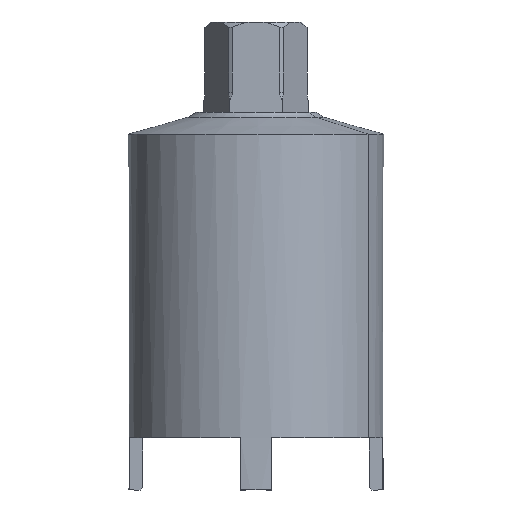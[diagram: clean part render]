
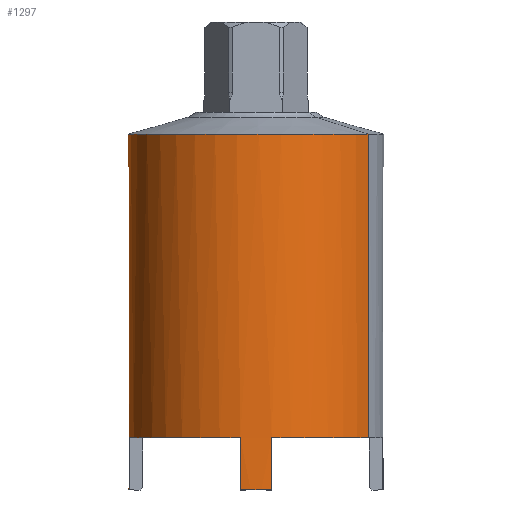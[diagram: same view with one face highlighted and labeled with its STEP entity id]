
A CAD part, left-side view. The second image highlights one B-rep face of the part: STEP entity #1297.
In plain terms, the highlighted cylindrical face has radius 24 mm (diameter 48 mm), a partial arc.
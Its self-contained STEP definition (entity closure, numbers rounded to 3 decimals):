
#175=CARTESIAN_POINT('Vertex',(11.506,21.062,66.922)) ;
#177=CARTESIAN_POINT('Vertex',(-11.506,-21.062,66.922)) ;
#206=CARTESIAN_POINT('Axis2P3D Location',(0.,0.,66.922)) ;
#1081=CARTESIAN_POINT('Axis2P3D Location',(0.,0.,0.)) ;
#1085=CARTESIAN_POINT('Vertex',(-2.95,23.818,0.)) ;
#1087=CARTESIAN_POINT('Vertex',(2.95,23.818,0.)) ;
#1199=CARTESIAN_POINT('Vertex',(-23.818,-2.95,0.)) ;
#1202=CARTESIAN_POINT('Axis2P3D Location',(0.,0.,0.)) ;
#1206=CARTESIAN_POINT('Vertex',(-23.818,2.95,0.)) ;
#1221=CARTESIAN_POINT('Axis2P3D Location',(0.,0.,44.)) ;
#1226=CARTESIAN_POINT('Line Origine',(-2.95,23.818,33.461)) ;
#1230=CARTESIAN_POINT('Vertex',(-2.95,23.818,9.8)) ;
#1233=CARTESIAN_POINT('Axis2P3D Location',(0.,0.,9.8)) ;
#1237=CARTESIAN_POINT('Vertex',(-23.818,2.95,9.8)) ;
#1240=CARTESIAN_POINT('Line Origine',(-23.818,2.95,33.461)) ;
#1245=CARTESIAN_POINT('Line Origine',(-23.818,-2.95,33.461)) ;
#1249=CARTESIAN_POINT('Vertex',(-23.818,-2.95,9.8)) ;
#1252=CARTESIAN_POINT('Axis2P3D Location',(0.,0.,9.8)) ;
#1256=CARTESIAN_POINT('Vertex',(-11.506,-21.062,9.8)) ;
#1259=CARTESIAN_POINT('Line Origine',(-11.506,-21.062,33.461)) ;
#1264=CARTESIAN_POINT('Line Origine',(11.506,21.062,33.461)) ;
#1268=CARTESIAN_POINT('Vertex',(11.506,21.062,9.8)) ;
#1271=CARTESIAN_POINT('Axis2P3D Location',(0.,0.,9.8)) ;
#1275=CARTESIAN_POINT('Vertex',(2.95,23.818,9.8)) ;
#1278=CARTESIAN_POINT('Line Origine',(2.95,23.818,33.461)) ;
#207=DIRECTION('Axis2P3D Direction',(0.,0.,-1.)) ;
#1082=DIRECTION('Axis2P3D Direction',(0.,0.,-1.)) ;
#1203=DIRECTION('Axis2P3D Direction',(0.,0.,-1.)) ;
#1222=DIRECTION('Axis2P3D Direction',(0.,0.,-1.)) ;
#1223=DIRECTION('Axis2P3D XDirection',(0.479,0.878,0.)) ;
#1227=DIRECTION('Vector Direction',(0.,0.,-1.)) ;
#1234=DIRECTION('Axis2P3D Direction',(0.,0.,-1.)) ;
#1241=DIRECTION('Vector Direction',(0.,0.,-1.)) ;
#1246=DIRECTION('Vector Direction',(0.,0.,-1.)) ;
#1253=DIRECTION('Axis2P3D Direction',(0.,0.,-1.)) ;
#1260=DIRECTION('Vector Direction',(0.,0.,-1.)) ;
#1265=DIRECTION('Vector Direction',(0.,0.,-1.)) ;
#1272=DIRECTION('Axis2P3D Direction',(0.,0.,-1.)) ;
#1279=DIRECTION('Vector Direction',(0.,0.,-1.)) ;
#208=AXIS2_PLACEMENT_3D('Circle Axis2P3D',#206,#207,$) ;
#1083=AXIS2_PLACEMENT_3D('Circle Axis2P3D',#1081,#1082,$) ;
#1204=AXIS2_PLACEMENT_3D('Circle Axis2P3D',#1202,#1203,$) ;
#1224=AXIS2_PLACEMENT_3D('Cylinder Axis2P3D',#1221,#1222,#1223) ;
#1235=AXIS2_PLACEMENT_3D('Circle Axis2P3D',#1233,#1234,$) ;
#1254=AXIS2_PLACEMENT_3D('Circle Axis2P3D',#1252,#1253,$) ;
#1273=AXIS2_PLACEMENT_3D('Circle Axis2P3D',#1271,#1272,$) ;
#1284=ORIENTED_EDGE('',*,*,#1232,.T.) ;
#1285=ORIENTED_EDGE('',*,*,#1239,.T.) ;
#1286=ORIENTED_EDGE('',*,*,#1244,.F.) ;
#1287=ORIENTED_EDGE('',*,*,#1208,.F.) ;
#1288=ORIENTED_EDGE('',*,*,#1251,.T.) ;
#1289=ORIENTED_EDGE('',*,*,#1258,.T.) ;
#1290=ORIENTED_EDGE('',*,*,#1263,.T.) ;
#1291=ORIENTED_EDGE('',*,*,#210,.T.) ;
#1292=ORIENTED_EDGE('',*,*,#1270,.F.) ;
#1293=ORIENTED_EDGE('',*,*,#1277,.T.) ;
#1294=ORIENTED_EDGE('',*,*,#1282,.F.) ;
#1295=ORIENTED_EDGE('',*,*,#1089,.F.) ;
#1228=VECTOR('Line Direction',#1227,1.) ;
#1242=VECTOR('Line Direction',#1241,1.) ;
#1247=VECTOR('Line Direction',#1246,1.) ;
#1261=VECTOR('Line Direction',#1260,1.) ;
#1266=VECTOR('Line Direction',#1265,1.) ;
#1280=VECTOR('Line Direction',#1279,1.) ;
#1297=ADVANCED_FACE('Corps principal',(#1296),#1225,.T.) ;
#209=CIRCLE('generated circle',#208,24.) ;
#1084=CIRCLE('generated circle',#1083,24.) ;
#1205=CIRCLE('generated circle',#1204,24.) ;
#1236=CIRCLE('generated circle',#1235,24.) ;
#1255=CIRCLE('generated circle',#1254,24.) ;
#1274=CIRCLE('generated circle',#1273,24.) ;
#1225=CYLINDRICAL_SURFACE('generated cylinder',#1224,24.) ;
#210=EDGE_CURVE('',#178,#176,#209,.T.) ;
#1089=EDGE_CURVE('',#1086,#1088,#1084,.T.) ;
#1208=EDGE_CURVE('',#1200,#1207,#1205,.T.) ;
#1232=EDGE_CURVE('',#1086,#1231,#1229,.F.) ;
#1239=EDGE_CURVE('',#1231,#1238,#1236,.F.) ;
#1244=EDGE_CURVE('',#1207,#1238,#1243,.F.) ;
#1251=EDGE_CURVE('',#1200,#1250,#1248,.F.) ;
#1258=EDGE_CURVE('',#1250,#1257,#1255,.F.) ;
#1263=EDGE_CURVE('',#1257,#178,#1262,.F.) ;
#1270=EDGE_CURVE('',#1269,#176,#1267,.F.) ;
#1277=EDGE_CURVE('',#1269,#1276,#1274,.F.) ;
#1282=EDGE_CURVE('',#1088,#1276,#1281,.F.) ;
#1283=EDGE_LOOP('',(#1284,#1285,#1286,#1287,#1288,#1289,#1290,#1291,#1292,#1293,#1294,#1295)) ;
#1296=FACE_OUTER_BOUND('',#1283,.T.) ;
#1229=LINE('Line',#1226,#1228) ;
#1243=LINE('Line',#1240,#1242) ;
#1248=LINE('Line',#1245,#1247) ;
#1262=LINE('Line',#1259,#1261) ;
#1267=LINE('Line',#1264,#1266) ;
#1281=LINE('Line',#1278,#1280) ;
#176=VERTEX_POINT('',#175) ;
#178=VERTEX_POINT('',#177) ;
#1086=VERTEX_POINT('',#1085) ;
#1088=VERTEX_POINT('',#1087) ;
#1200=VERTEX_POINT('',#1199) ;
#1207=VERTEX_POINT('',#1206) ;
#1231=VERTEX_POINT('',#1230) ;
#1238=VERTEX_POINT('',#1237) ;
#1250=VERTEX_POINT('',#1249) ;
#1257=VERTEX_POINT('',#1256) ;
#1269=VERTEX_POINT('',#1268) ;
#1276=VERTEX_POINT('',#1275) ;
